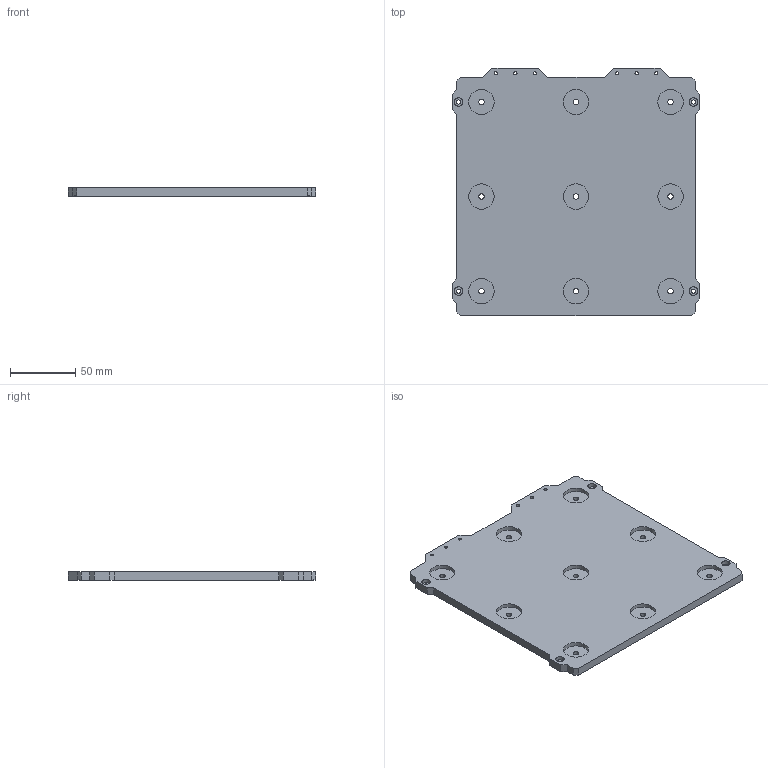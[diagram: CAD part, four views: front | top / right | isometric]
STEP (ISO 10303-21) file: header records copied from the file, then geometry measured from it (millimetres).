
FILE_DESCRIPTION(/* description */ (''),/* implementation_level */ '2;1');
FILE_NAME(/* name */ 'Arc Bed (Mandala 180) - BETA.step',/* time_stamp */ '2024-07-19T15:39:30+02:00',/* author */ (''),/* organization */ (''),/* preprocessor_version */ 'ST-DEVELOPER v20',/* originating_system */ 'Autodesk Translation Framework v13.14.0.145',/* authorisation */ '');
FILE_SCHEMA (('AUTOMOTIVE_DESIGN { 1 0 10303 214 3 1 1 }'));
Length unit declared in the file: millimetre
Products named in the file (3): Arc Bed; Assembly; Precision Alca5/ATP5/MIC6/5083 Aluminum Bed Plate
Assembly tree (2 placements, depth 3):
  Arc Bed
    Assembly
      Precision Alca5/ATP5/MIC6/5083 Aluminum Bed Plate
Bounding box: 190 x 190 x 6.35 mm (x, y, z)
Volume: 208153.7 mm3; surface area: 75817.5 mm2
Topology: 1 solids, 1 shells, 123 faces, 328 edges, 216 vertices
Faces by surface type: plane 79, cylinder 44
Full cylindrical faces by diameter (mm): 2.529 x6, 3.2 x4, 4.234 x9, 6.5 x4, 19.431 x9
Entity records: 4026 total; most frequent: DIRECTION 692, CARTESIAN_POINT 676, ORIENTED_EDGE 664, EDGE_CURVE 332, AXIS2_PLACEMENT_3D 232, LINE 228, VECTOR 228, VERTEX_POINT 216
